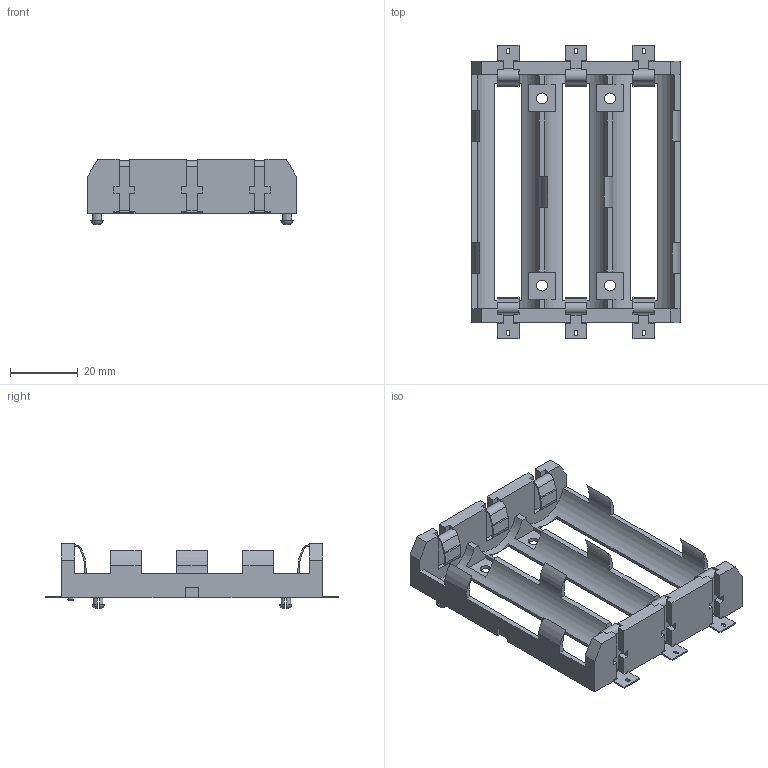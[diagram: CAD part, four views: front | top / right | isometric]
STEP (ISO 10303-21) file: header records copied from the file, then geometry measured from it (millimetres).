
FILE_DESCRIPTION(('STEP AP214'), '1');
FILE_NAME('Hold_18650-3p_smd', '', ('UNSPECIFIED'), ('UNSPECIFIED'), 'C3D Converter', 'C3D Toolkit', '');
FILE_SCHEMA(('AUTOMOTIVE_DESIGN { 1 0 10303 214 3 1 1}'));
Length unit declared in the file: millimetre
Assembly tree (7 placements, depth 2):
  (unnamed)
    (unnamed)  x6
    (unnamed)
Bounding box: 61.4 x 86.44 x 19.3 mm (x, y, z)
Volume: 15566.7 mm3; surface area: 16731.4 mm2
Topology: 7 solids, 7 shells, 561 faces, 1427 edges, 885 vertices
Faces by surface type: plane 478, cylinder 78, torus 5
Full cylindrical faces by diameter (mm): 1.6 x1, 3.2 x4
Entity records: 10468 total; most frequent: CARTESIAN_POINT 2137, ORIENTED_EDGE 1722, DIRECTION 1600, EDGE_CURVE 861, LINE 752, VECTOR 752, VERTEX_POINT 565, AXIS2_PLACEMENT_3D 424
